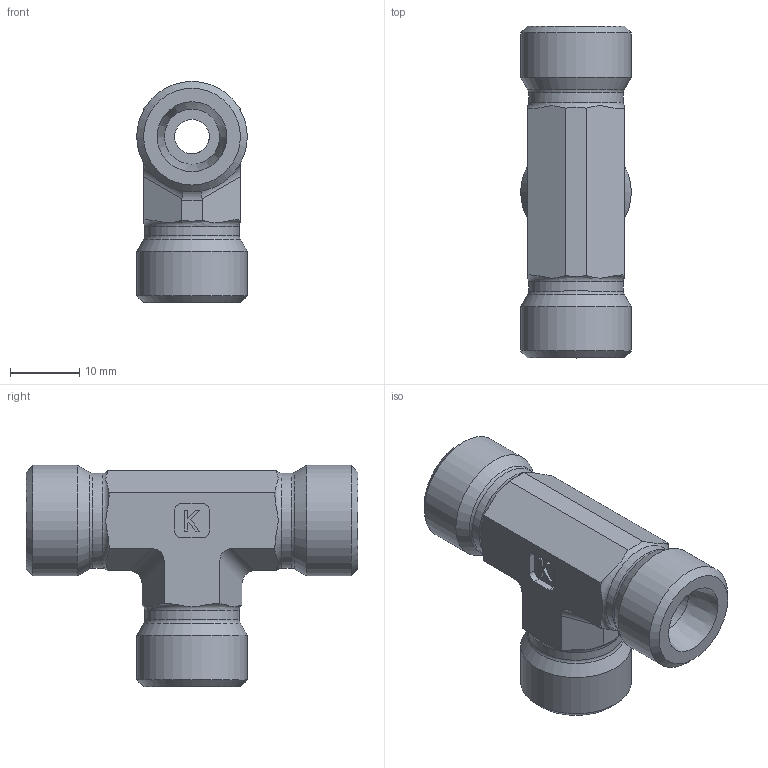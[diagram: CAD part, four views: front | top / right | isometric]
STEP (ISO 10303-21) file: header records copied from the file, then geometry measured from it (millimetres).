
FILE_DESCRIPTION((''),'2;1');
FILE_NAME('378081616.stp','2014-08-13T15:36:29',(''),('KNOMI spol. s r. o.'),'Autodesk Inventor 2012','Autodesk Inventor 2012','');
FILE_SCHEMA(('AUTOMOTIVE_DESIGN { 1 2 10303 214 0 1 1 1 }'));
Length unit declared in the file: millimetre
Products named in the file (1): TS3 8S    3xM16
Bounding box: 16 x 48 x 32 mm (x, y, z)
Volume: 9362.2 mm3; surface area: 4785.7 mm2
Topology: 1 solids, 1 shells, 89 faces, 238 edges, 155 vertices
Faces by surface type: plane 53, cylinder 21, cone 9, torus 6
Full cylindrical faces by diameter (mm): 5 x2, 8 x3, 13.7 x3, 16 x3
Entity records: 2732 total; most frequent: CARTESIAN_POINT 642, DIRECTION 424, ORIENTED_EDGE 400, EDGE_CURVE 200, AXIS2_PLACEMENT_3D 158, VERTEX_POINT 144, EDGE_LOOP 124, VECTOR 108
